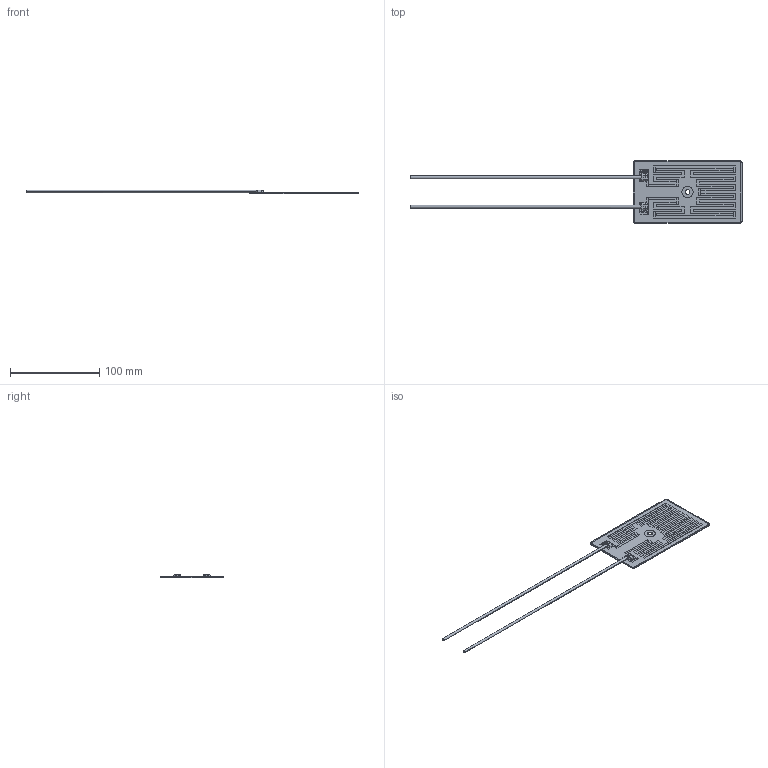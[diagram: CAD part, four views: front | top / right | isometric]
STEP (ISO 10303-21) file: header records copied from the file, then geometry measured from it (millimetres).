
FILE_DESCRIPTION (( 'STEP AP203' ), '1' );
FILE_NAME ('WDBR5-LKTW.STEP', '2017-09-28T08:12:29', ( '' ), ( '' ), 'SwSTEP 2.0', 'SolidWorks 2015', '' );
FILE_SCHEMA (( 'CONFIG_CONTROL_DESIGN' ));
Length unit declared in the file: millimetre
Products named in the file (1): WDBR5-LKTW
Bounding box: 372 x 70 x 3.9 mm (x, y, z)
Volume: 11657.1 mm3; surface area: 22379.6 mm2
Topology: 1 solids, 1 shells, 384 faces, 1074 edges, 704 vertices
Faces by surface type: plane 342, cylinder 34, sphere 8
Entity records: 12207 total; most frequent: CARTESIAN_POINT 2249, ORIENTED_EDGE 2132, DIRECTION 1888, EDGE_CURVE 1066, LINE 994, VECTOR 994, VERTEX_POINT 704, AXIS2_PLACEMENT_3D 447
